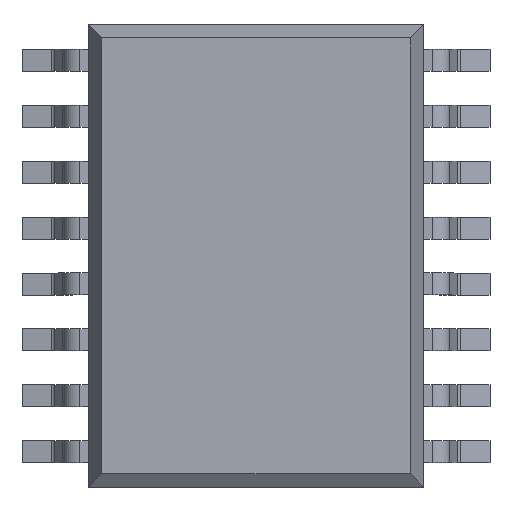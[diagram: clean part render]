
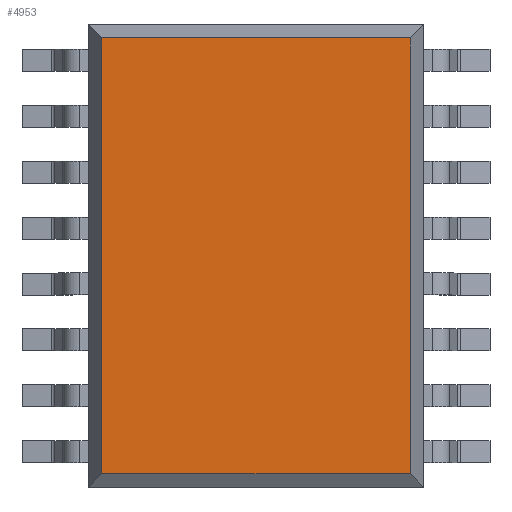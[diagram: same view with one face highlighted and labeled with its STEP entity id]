
A CAD part, top view. The second image highlights one B-rep face of the part: STEP entity #4953.
In plain terms, the highlighted planar face has unit normal (0, 0, 1).
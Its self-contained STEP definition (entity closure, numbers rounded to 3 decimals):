
#1374 = VERTEX_POINT('',#1375);
#1375 = CARTESIAN_POINT('',(3.5,4.95,2.56));
#1381 = EDGE_CURVE('',#1374,#1382,#1384,.T.);
#1382 = VERTEX_POINT('',#1383);
#1383 = CARTESIAN_POINT('',(-3.5,4.95,2.56));
#1384 = LINE('',#1385,#1386);
#1385 = CARTESIAN_POINT('',(3.8,4.95,2.56));
#1386 = VECTOR('',#1387,1.);
#1387 = DIRECTION('',(-1.,0.,0.));
#1407 = VERTEX_POINT('',#1408);
#1408 = CARTESIAN_POINT('',(3.5,-4.95,2.56));
#1414 = EDGE_CURVE('',#1374,#1407,#1415,.T.);
#1415 = LINE('',#1416,#1417);
#1416 = CARTESIAN_POINT('',(3.5,5.25,2.56));
#1417 = VECTOR('',#1418,1.);
#1418 = DIRECTION('',(0.,-1.,0.));
#3173 = EDGE_CURVE('',#1407,#3174,#3176,.T.);
#3174 = VERTEX_POINT('',#3175);
#3175 = CARTESIAN_POINT('',(-3.5,-4.95,2.56));
#3176 = LINE('',#3177,#3178);
#3177 = CARTESIAN_POINT('',(3.8,-4.95,2.56));
#3178 = VECTOR('',#3179,1.);
#3179 = DIRECTION('',(-1.,0.,0.));
#4805 = EDGE_CURVE('',#1382,#3174,#4806,.T.);
#4806 = LINE('',#4807,#4808);
#4807 = CARTESIAN_POINT('',(-3.5,5.25,2.56));
#4808 = VECTOR('',#4809,1.);
#4809 = DIRECTION('',(0.,-1.,0.));
#4953 = ADVANCED_FACE('',(#4954),#4960,.F.);
#4954 = FACE_BOUND('',#4955,.F.);
#4955 = EDGE_LOOP('',(#4956,#4957,#4958,#4959));
#4956 = ORIENTED_EDGE('',*,*,#1381,.F.);
#4957 = ORIENTED_EDGE('',*,*,#1414,.T.);
#4958 = ORIENTED_EDGE('',*,*,#3173,.T.);
#4959 = ORIENTED_EDGE('',*,*,#4805,.F.);
#4960 = PLANE('',#4961);
#4961 = AXIS2_PLACEMENT_3D('',#4962,#4963,#4964);
#4962 = CARTESIAN_POINT('',(3.5,5.25,2.56));
#4963 = DIRECTION('',(0.,0.,-1.));
#4964 = DIRECTION('',(-1.,0.,0.));
